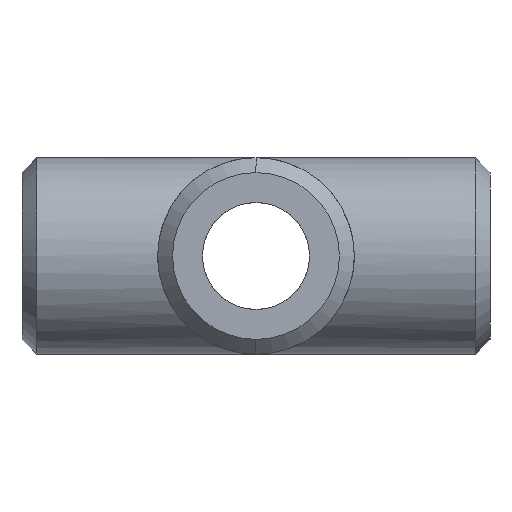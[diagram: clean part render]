
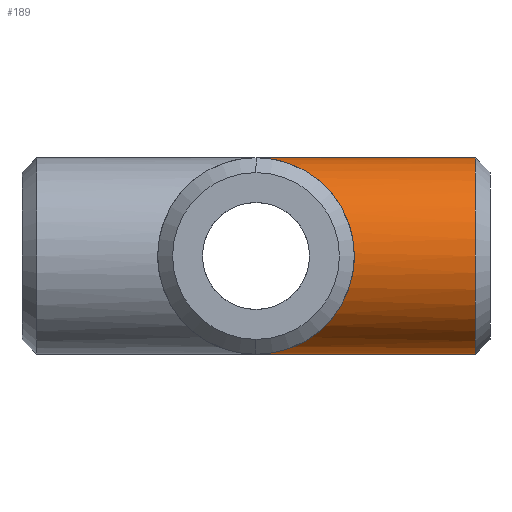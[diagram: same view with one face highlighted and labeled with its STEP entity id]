
A CAD part, left-side view. The second image highlights one B-rep face of the part: STEP entity #189.
In plain terms, the highlighted cylindrical face has radius 10.5 mm (diameter 21 mm), a partial arc.
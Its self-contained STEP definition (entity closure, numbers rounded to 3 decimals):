
#16 = CARTESIAN_POINT ( 'NONE',  ( 0., -25., 10.5 ) ) ;
#34 = EDGE_CURVE ( 'NONE', #656, #263, #609, .T. ) ;
#88 = ORIENTED_EDGE ( 'NONE', *, *, #325, .T. ) ;
#91 = CARTESIAN_POINT ( 'NONE',  ( 0., -25., 0. ) ) ;
#107 = VERTEX_POINT ( 'NONE', #548 ) ;
#108 = AXIS2_PLACEMENT_3D ( 'NONE', #91, #587, #271 ) ;
#175 = EDGE_CURVE ( 'NONE', #263, #107, #180, .T. ) ;
#180 =( BOUNDED_CURVE ( )  B_SPLINE_CURVE ( 3, ( #772, #470, #210, #783 ),
 .UNSPECIFIED., .F., .T. ) 
 B_SPLINE_CURVE_WITH_KNOTS ( ( 4, 4 ),
 ( 4.712, 7.854 ),
 .UNSPECIFIED. ) 
 CURVE ( )  GEOMETRIC_REPRESENTATION_ITEM ( )  RATIONAL_B_SPLINE_CURVE ( ( 1., 0.333, 0.333, 1. ) ) 
 REPRESENTATION_ITEM ( '' )  );
#189 = ADVANCED_FACE ( 'NONE', ( #455 ), #521, .T. ) ;
#192 = CIRCLE ( 'NONE', #403, 10.5 ) ;
#210 = CARTESIAN_POINT ( 'NONE',  ( -21., -21., 10.5 ) ) ;
#263 = VERTEX_POINT ( 'NONE', #716 ) ;
#271 = DIRECTION ( 'NONE',  ( 0., 0., -1. ) ) ;
#278 = VERTEX_POINT ( 'NONE', #718 ) ;
#282 = CARTESIAN_POINT ( 'NONE',  ( 0., -23.407, 0. ) ) ;
#296 = DIRECTION ( 'NONE',  ( 0., 1., 0. ) ) ;
#299 = ORIENTED_EDGE ( 'NONE', *, *, #509, .T. ) ;
#324 = CARTESIAN_POINT ( 'NONE',  ( 0., -23.407, -10.5 ) ) ;
#325 = EDGE_CURVE ( 'NONE', #278, #107, #626, .T. ) ;
#403 = AXIS2_PLACEMENT_3D ( 'NONE', #282, #457, #585 ) ;
#455 = FACE_OUTER_BOUND ( 'NONE', #784, .T. ) ;
#457 = DIRECTION ( 'NONE',  ( 0., 1., 0. ) ) ;
#468 = ORIENTED_EDGE ( 'NONE', *, *, #175, .F. ) ;
#470 = CARTESIAN_POINT ( 'NONE',  ( -21., -21., -10.5 ) ) ;
#509 = EDGE_CURVE ( 'NONE', #656, #278, #192, .T. ) ;
#521 = CYLINDRICAL_SURFACE ( 'NONE', #108, 10.5 ) ;
#548 = CARTESIAN_POINT ( 'NONE',  ( 0., 0., 10.5 ) ) ;
#550 = VECTOR ( 'NONE', #752, 1000. ) ;
#572 = CARTESIAN_POINT ( 'NONE',  ( 0., -25., -10.5 ) ) ;
#585 = DIRECTION ( 'NONE',  ( 0., 0., -1. ) ) ;
#587 = DIRECTION ( 'NONE',  ( 0., 1., 0. ) ) ;
#609 = LINE ( 'NONE', #572, #666 ) ;
#626 = LINE ( 'NONE', #16, #550 ) ;
#646 = ORIENTED_EDGE ( 'NONE', *, *, #34, .F. ) ;
#656 = VERTEX_POINT ( 'NONE', #324 ) ;
#666 = VECTOR ( 'NONE', #296, 1000. ) ;
#716 = CARTESIAN_POINT ( 'NONE',  ( 0., 0., -10.5 ) ) ;
#718 = CARTESIAN_POINT ( 'NONE',  ( 0., -23.407, 10.5 ) ) ;
#752 = DIRECTION ( 'NONE',  ( 0., 1., 0. ) ) ;
#772 = CARTESIAN_POINT ( 'NONE',  ( 0., 0., -10.5 ) ) ;
#783 = CARTESIAN_POINT ( 'NONE',  ( 0., 0., 10.5 ) ) ;
#784 = EDGE_LOOP ( 'NONE', ( #299, #88, #468, #646 ) ) ;
